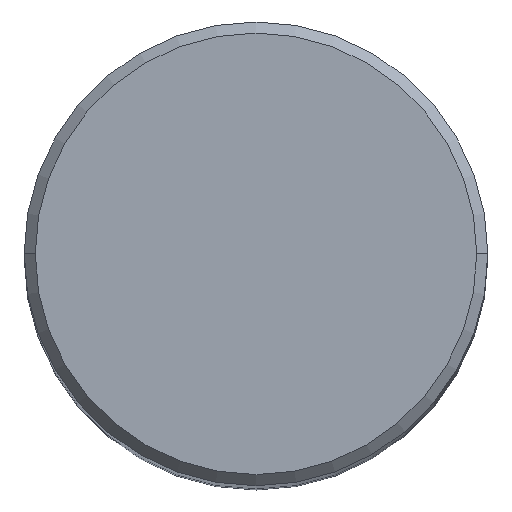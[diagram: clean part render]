
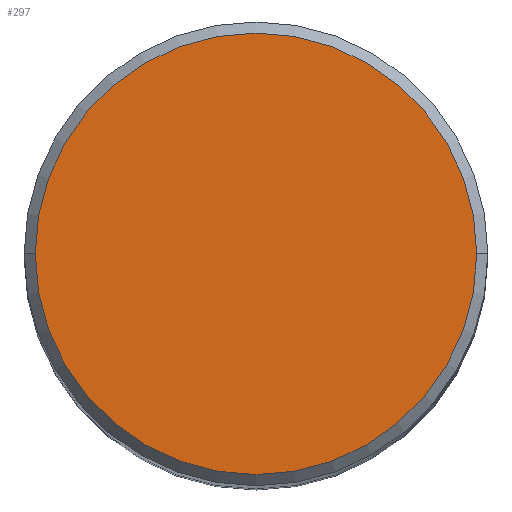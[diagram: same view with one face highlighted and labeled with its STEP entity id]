
A CAD part, top view. The second image highlights one B-rep face of the part: STEP entity #297.
In plain terms, the highlighted planar face has unit normal (0, 0, 1).
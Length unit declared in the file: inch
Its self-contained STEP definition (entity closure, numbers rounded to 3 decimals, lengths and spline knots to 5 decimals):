
#7 = VERTEX_POINT ( 'NONE', #55 ) ;
#9 = EDGE_LOOP ( 'NONE', ( #327, #203 ) ) ;
#55 = CARTESIAN_POINT ( 'NONE',  ( 0.2975, 0., 3.5 ) ) ;
#64 = DIRECTION ( 'NONE',  ( 0., 0., 1. ) ) ;
#90 = DIRECTION ( 'NONE',  ( 0., 0., 1. ) ) ;
#92 = AXIS2_PLACEMENT_3D ( 'NONE', #131, #286, #259 ) ;
#131 = CARTESIAN_POINT ( 'NONE',  ( 0., 0., 3.5 ) ) ;
#146 = DIRECTION ( 'NONE',  ( 1., 0., 0. ) ) ;
#147 = CIRCLE ( 'NONE', #92, 0.2975 ) ;
#164 = DIRECTION ( 'NONE',  ( 1., 0., 0. ) ) ;
#177 = AXIS2_PLACEMENT_3D ( 'NONE', #186, #64, #164 ) ;
#186 = CARTESIAN_POINT ( 'NONE',  ( 0., 0., 3.5 ) ) ;
#203 = ORIENTED_EDGE ( 'NONE', *, *, #287, .T. ) ;
#208 = VERTEX_POINT ( 'NONE', #212 ) ;
#212 = CARTESIAN_POINT ( 'NONE',  ( -0.2975, 0., 3.5 ) ) ;
#216 = FACE_OUTER_BOUND ( 'NONE', #9, .T. ) ;
#221 = CIRCLE ( 'NONE', #231, 0.2975 ) ;
#231 = AXIS2_PLACEMENT_3D ( 'NONE', #242, #90, #146 ) ;
#242 = CARTESIAN_POINT ( 'NONE',  ( 0., 0., 3.5 ) ) ;
#259 = DIRECTION ( 'NONE',  ( 1., 0., 0. ) ) ;
#286 = DIRECTION ( 'NONE',  ( 0., 0., 1. ) ) ;
#287 = EDGE_CURVE ( 'NONE', #7, #208, #147, .T. ) ;
#297 = ADVANCED_FACE ( 'NONE', ( #216 ), #313, .T. ) ;
#313 = PLANE ( 'NONE',  #177 ) ;
#327 = ORIENTED_EDGE ( 'NONE', *, *, #328, .T. ) ;
#328 = EDGE_CURVE ( 'NONE', #208, #7, #221, .T. ) ;
